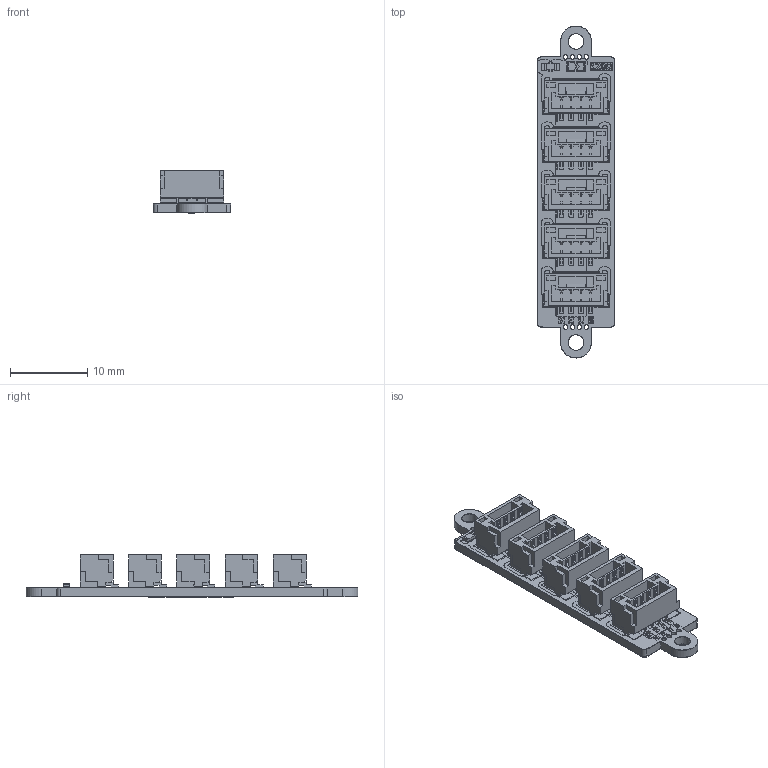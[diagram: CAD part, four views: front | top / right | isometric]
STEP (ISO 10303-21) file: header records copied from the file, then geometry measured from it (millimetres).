
FILE_DESCRIPTION(('HOOPS Exchange Step'),'2;1');
FILE_NAME('temp_export','2026-03-05T17:42:16+08:00',('huibean'),('Shapr3D Limited'),'HOOPS Exchange 2025.9','Shapr3D','Authorized');
FILE_SCHEMA( ('AP242_MANAGED_MODEL_BASED_3D_ENGINEERING_MIM_LF {1 0 10303 442 1 1 4}') );
Length unit declared in the file: millimetre
Products named in the file (14): R_0603_1608Metric; JST_GH_BM04B-GHS-TBT_1x04-1MP_P1.25mm_Vertical; vimdrones_can_splitter_v1.0_copper; vimdrones_can_splitter_v1.0_silkscreen; vimdrones_can_splitter_v1.0_soldermask; vimdrones_can_splitter_v1.0_PCB; vimdrones_can_splitter_v1.0.step; root
Assembly tree (13 placements, depth 3):
  root
    vimdrones_can_splitter_v1.0.step
      R_0603_1608Metric
      JST_GH_BM04B-GHS-TBT_1x04-1MP_P1.25mm_Vertical
      JST_GH_BM04B-GHS-TBT_1x04-1MP_P1.25mm_Vertical
      JST_GH_BM04B-GHS-TBT_1x04-1MP_P1.25mm_Vertical
      JST_GH_BM04B-GHS-TBT_1x04-1MP_P1.25mm_Vertical
      JST_GH_BM04B-GHS-TBT_1x04-1MP_P1.25mm_Vertical
      vimdrones_can_splitter_v1.0_copper
      vimdrones_can_splitter_v1.0_silkscreen
      vimdrones_can_splitter_v1.0_silkscreen
      vimdrones_can_splitter_v1.0_soldermask
      vimdrones_can_splitter_v1.0_soldermask
      vimdrones_can_splitter_v1.0_PCB
Bounding box: 10 x 43 x 5.47 mm (x, y, z)
Volume: 851.1 mm3; surface area: 4226.9 mm2
Topology: 38 solids, 82 shells, 1698 faces, 5566 edges, 4030 vertices
Faces by surface type: plane 1433, cylinder 265
Full cylindrical faces by diameter (mm): 0.25 x5, 0.6 x8, 0.626 x12, 2 x2, 2.031 x4
Entity records: 65695 total; most frequent: CARTESIAN_POINT 15930, ORIENTED_EDGE 10138, DIRECTION 9264, EDGE_CURVE 5566, VECTOR 4668, LINE 4668, VERTEX_POINT 4030, AXIS2_PLACEMENT_3D 2298
